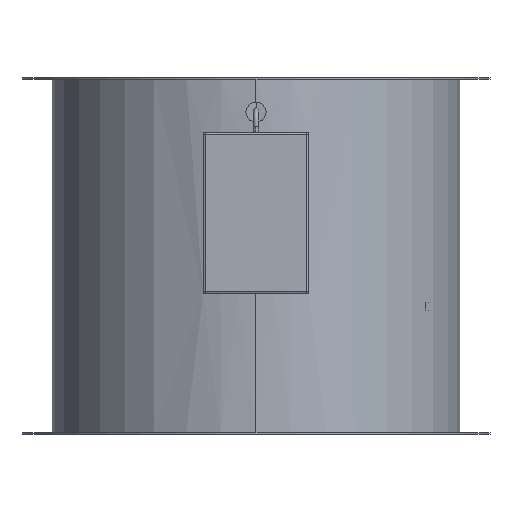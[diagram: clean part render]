
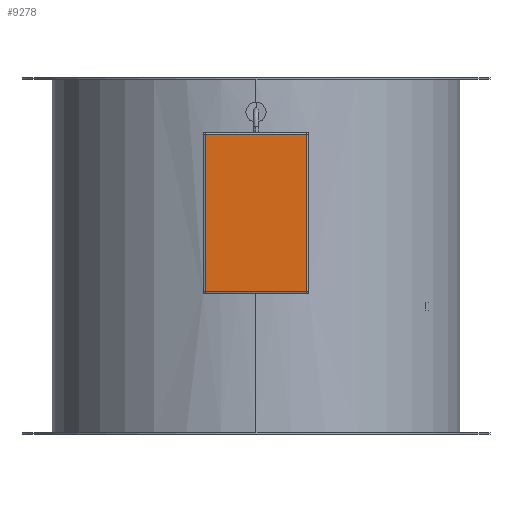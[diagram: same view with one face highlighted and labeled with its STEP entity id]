
A CAD part, left-side view. The second image highlights one B-rep face of the part: STEP entity #9278.
In plain terms, the highlighted planar face has unit normal (-1, 0, 0).
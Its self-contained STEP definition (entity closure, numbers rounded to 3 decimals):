
#2053 = CARTESIAN_POINT ( 'NONE',  ( -247.5, 45.5, 109. ) ) ;
#2664 = LINE ( 'NONE', #22527, #11198 ) ;
#3677 = ORIENTED_EDGE ( 'NONE', *, *, #43591, .T. ) ;
#4745 = AXIS2_PLACEMENT_3D ( 'NONE', #6522, #22512, #14273 ) ;
#6522 = CARTESIAN_POINT ( 'NONE',  ( -247.5, 0., 38.5 ) ) ;
#9278 = ADVANCED_FACE ( 'NONE', ( #14527 ), #25883, .T. ) ;
#11198 = VECTOR ( 'NONE', #14540, 1000. ) ;
#13365 = DIRECTION ( 'NONE',  ( 0., 1., 0. ) ) ;
#14049 = VECTOR ( 'NONE', #13365, 1000. ) ;
#14273 = DIRECTION ( 'NONE',  ( 0., 0., 1. ) ) ;
#14527 = FACE_OUTER_BOUND ( 'NONE', #39747, .T. ) ;
#14540 = DIRECTION ( 'NONE',  ( 0., 0., 1. ) ) ;
#14848 = ORIENTED_EDGE ( 'NONE', *, *, #50719, .T. ) ;
#15351 = VERTEX_POINT ( 'NONE', #2053 ) ;
#15698 = EDGE_CURVE ( 'NONE', #15351, #43528, #46953, .T. ) ;
#15798 = DIRECTION ( 'NONE',  ( 0., -1., 0. ) ) ;
#16216 = LINE ( 'NONE', #31958, #14049 ) ;
#19687 = ORIENTED_EDGE ( 'NONE', *, *, #45817, .T. ) ;
#22512 = DIRECTION ( 'NONE',  ( -1., 0., 0. ) ) ;
#22527 = CARTESIAN_POINT ( 'NONE',  ( -247.5, -45.5, 111. ) ) ;
#24857 = CARTESIAN_POINT ( 'NONE',  ( -247.5, -45.5, -32. ) ) ;
#25883 = PLANE ( 'NONE',  #4745 ) ;
#26552 = CARTESIAN_POINT ( 'NONE',  ( -247.5, 45.5, -34. ) ) ;
#27920 = LINE ( 'NONE', #35920, #47802 ) ;
#30297 = VERTEX_POINT ( 'NONE', #39164 ) ;
#31958 = CARTESIAN_POINT ( 'NONE',  ( -247.5, 47.5, 109. ) ) ;
#35920 = CARTESIAN_POINT ( 'NONE',  ( -247.5, -47.5, -32. ) ) ;
#38421 = DIRECTION ( 'NONE',  ( 0., 0., -1. ) ) ;
#39164 = CARTESIAN_POINT ( 'NONE',  ( -247.5, -45.5, 109. ) ) ;
#39747 = EDGE_LOOP ( 'NONE', ( #14848, #19687, #40643, #3677 ) ) ;
#40355 = VERTEX_POINT ( 'NONE', #24857 ) ;
#40643 = ORIENTED_EDGE ( 'NONE', *, *, #15698, .T. ) ;
#43528 = VERTEX_POINT ( 'NONE', #50913 ) ;
#43591 = EDGE_CURVE ( 'NONE', #43528, #40355, #27920, .T. ) ;
#44248 = VECTOR ( 'NONE', #38421, 1000. ) ;
#45817 = EDGE_CURVE ( 'NONE', #30297, #15351, #16216, .T. ) ;
#46953 = LINE ( 'NONE', #26552, #44248 ) ;
#47802 = VECTOR ( 'NONE', #15798, 1000. ) ;
#50719 = EDGE_CURVE ( 'NONE', #40355, #30297, #2664, .T. ) ;
#50913 = CARTESIAN_POINT ( 'NONE',  ( -247.5, 45.5, -32. ) ) ;
